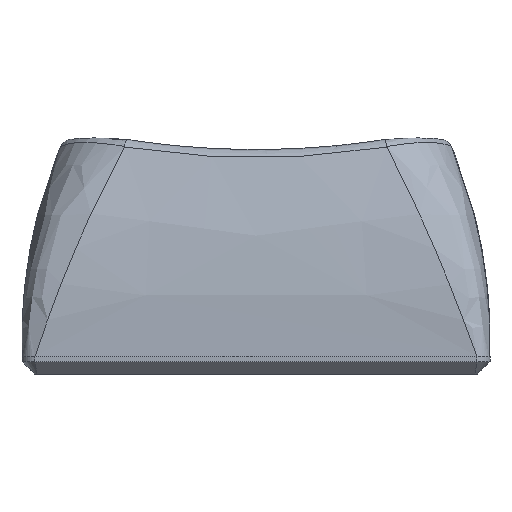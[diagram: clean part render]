
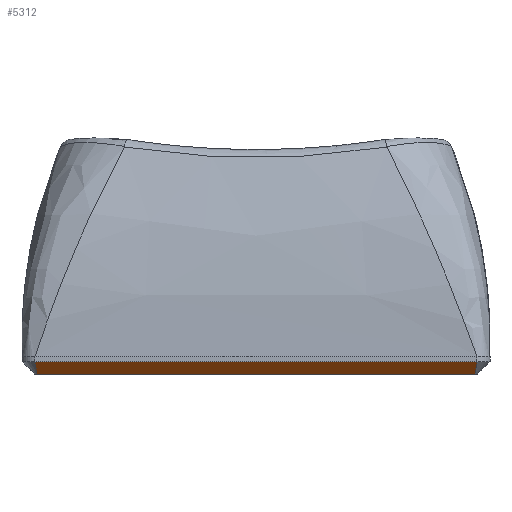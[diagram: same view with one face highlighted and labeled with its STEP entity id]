
A CAD part, front view. The second image highlights one B-rep face of the part: STEP entity #5312.
In plain terms, the highlighted planar face has unit normal (0, -0.707, -0.707).
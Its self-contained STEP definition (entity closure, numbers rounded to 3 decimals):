
#720 = PLANE('',#721);
#721 = AXIS2_PLACEMENT_3D('',#722,#723,#724);
#722 = CARTESIAN_POINT('',(-8.5,-9.,0.672));
#723 = DIRECTION('',(0.,-1.,0.));
#724 = DIRECTION('',(1.,0.,0.));
#1973 = VERTEX_POINT('',#1974);
#1974 = CARTESIAN_POINT('',(-8.5,-9.,0.48));
#2000 = EDGE_CURVE('',#1973,#2001,#2003,.T.);
#2001 = VERTEX_POINT('',#2002);
#2002 = CARTESIAN_POINT('',(8.5,-9.,0.48));
#2003 = SURFACE_CURVE('',#2004,(#2008,#2015),.PCURVE_S1.);
#2004 = LINE('',#2005,#2006);
#2005 = CARTESIAN_POINT('',(-8.5,-9.,0.48));
#2006 = VECTOR('',#2007,1.);
#2007 = DIRECTION('',(1.,0.,0.));
#2008 = PCURVE('',#720,#2009);
#2009 = DEFINITIONAL_REPRESENTATION('',(#2010),#2014);
#2010 = LINE('',#2011,#2012);
#2011 = CARTESIAN_POINT('',(0.,-0.192));
#2012 = VECTOR('',#2013,1.);
#2013 = DIRECTION('',(1.,0.));
#2014 = ( GEOMETRIC_REPRESENTATION_CONTEXT(2) 
PARAMETRIC_REPRESENTATION_CONTEXT() REPRESENTATION_CONTEXT('2D SPACE',''
  ) );
#2015 = PCURVE('',#2016,#2021);
#2016 = PLANE('',#2017);
#2017 = AXIS2_PLACEMENT_3D('',#2018,#2019,#2020);
#2018 = CARTESIAN_POINT('',(-8.5,-8.76,0.24));
#2019 = DIRECTION('',(0.,0.707,0.707)
  );
#2020 = DIRECTION('',(1.,0.,0.));
#2021 = DEFINITIONAL_REPRESENTATION('',(#2022),#2026);
#2022 = LINE('',#2023,#2024);
#2023 = CARTESIAN_POINT('',(0.,-0.339));
#2024 = VECTOR('',#2025,1.);
#2025 = DIRECTION('',(1.,0.));
#2026 = ( GEOMETRIC_REPRESENTATION_CONTEXT(2) 
PARAMETRIC_REPRESENTATION_CONTEXT() REPRESENTATION_CONTEXT('2D SPACE',''
  ) );
#3188 = CONICAL_SURFACE('',#3189,0.7,0.785);
#3189 = AXIS2_PLACEMENT_3D('',#3190,#3191,#3192);
#3190 = CARTESIAN_POINT('',(8.323,-8.323,0.48));
#3191 = DIRECTION('',(-0.,-0.,1.));
#3192 = DIRECTION('',(0.967,-0.253,0.));
#5312 = ADVANCED_FACE('',(#5313),#2016,.F.);
#5313 = FACE_BOUND('',#5314,.F.);
#5314 = EDGE_LOOP('',(#5315,#5350,#5351,#5381));
#5315 = ORIENTED_EDGE('',*,*,#5316,.F.);
#5316 = EDGE_CURVE('',#1973,#5317,#5319,.T.);
#5317 = VERTEX_POINT('',#5318);
#5318 = CARTESIAN_POINT('',(-8.42,-8.52,0.));
#5319 = SURFACE_CURVE('',#5320,(#5325,#5332),.PCURVE_S1.);
#5320 = PARABOLA('',#5321,0.008);
#5321 = AXIS2_PLACEMENT_3D('',#5322,#5323,#5324);
#5322 = CARTESIAN_POINT('',(-8.323,-8.311,
    -0.209));
#5323 = DIRECTION('',(0.,0.707,0.707)
  );
#5324 = DIRECTION('',(0.,-0.707,0.707)
  );
#5325 = PCURVE('',#2016,#5326);
#5326 = DEFINITIONAL_REPRESENTATION('',(#5327),#5331);
#5327 = B_SPLINE_CURVE_WITH_KNOTS('',2,(#5328,#5329,#5330),
  .UNSPECIFIED.,.F.,.F.,(3,3),(-0.177,-0.098),
  .PIECEWISE_BEZIER_KNOTS.);
#5328 = CARTESIAN_POINT('',(0.,-0.339));
#5329 = CARTESIAN_POINT('',(0.04,0.098));
#5330 = CARTESIAN_POINT('',(0.08,0.339));
#5331 = ( GEOMETRIC_REPRESENTATION_CONTEXT(2) 
PARAMETRIC_REPRESENTATION_CONTEXT() REPRESENTATION_CONTEXT('2D SPACE',''
  ) );
#5332 = PCURVE('',#5333,#5338);
#5333 = CONICAL_SURFACE('',#5334,0.7,0.785);
#5334 = AXIS2_PLACEMENT_3D('',#5335,#5336,#5337);
#5335 = CARTESIAN_POINT('',(-8.323,-8.323,0.48));
#5336 = DIRECTION('',(-0.,-0.,1.));
#5337 = DIRECTION('',(-0.253,-0.967,-0.));
#5338 = DEFINITIONAL_REPRESENTATION('',(#5339),#5349);
#5339 = B_SPLINE_CURVE_WITH_KNOTS('',8,(#5340,#5341,#5342,#5343,#5344,
    #5345,#5346,#5347,#5348),.UNSPECIFIED.,.F.,.F.,(9,9),(
    -0.177,-0.098),.PIECEWISE_BEZIER_KNOTS.);
#5340 = CARTESIAN_POINT('',(0.,0.));
#5341 = CARTESIAN_POINT('',(-0.014,-0.077));
#5342 = CARTESIAN_POINT('',(-0.03,-0.15));
#5343 = CARTESIAN_POINT('',(-0.048,-0.217));
#5344 = CARTESIAN_POINT('',(-0.069,-0.28));
#5345 = CARTESIAN_POINT('',(-0.094,-0.337));
#5346 = CARTESIAN_POINT('',(-0.123,-0.39));
#5347 = CARTESIAN_POINT('',(-0.158,-0.437));
#5348 = CARTESIAN_POINT('',(-0.203,-0.48));
#5349 = ( GEOMETRIC_REPRESENTATION_CONTEXT(2) 
PARAMETRIC_REPRESENTATION_CONTEXT() REPRESENTATION_CONTEXT('2D SPACE',''
  ) );
#5350 = ORIENTED_EDGE('',*,*,#2000,.T.);
#5351 = ORIENTED_EDGE('',*,*,#5352,.T.);
#5352 = EDGE_CURVE('',#2001,#5353,#5355,.T.);
#5353 = VERTEX_POINT('',#5354);
#5354 = CARTESIAN_POINT('',(8.42,-8.52,0.));
#5355 = SURFACE_CURVE('',#5356,(#5361,#5368),.PCURVE_S1.);
#5356 = PARABOLA('',#5357,0.008);
#5357 = AXIS2_PLACEMENT_3D('',#5358,#5359,#5360);
#5358 = CARTESIAN_POINT('',(8.323,-8.311,
    -0.209));
#5359 = DIRECTION('',(0.,-0.707,-0.707
    ));
#5360 = DIRECTION('',(0.,-0.707,0.707)
  );
#5361 = PCURVE('',#2016,#5362);
#5362 = DEFINITIONAL_REPRESENTATION('',(#5363),#5367);
#5363 = B_SPLINE_CURVE_WITH_KNOTS('',2,(#5364,#5365,#5366),
  .UNSPECIFIED.,.F.,.F.,(3,3),(-0.177,-0.098),
  .PIECEWISE_BEZIER_KNOTS.);
#5364 = CARTESIAN_POINT('',(17.,-0.339));
#5365 = CARTESIAN_POINT('',(16.96,0.098));
#5366 = CARTESIAN_POINT('',(16.92,0.339));
#5367 = ( GEOMETRIC_REPRESENTATION_CONTEXT(2) 
PARAMETRIC_REPRESENTATION_CONTEXT() REPRESENTATION_CONTEXT('2D SPACE',''
  ) );
#5368 = PCURVE('',#3188,#5369);
#5369 = DEFINITIONAL_REPRESENTATION('',(#5370),#5380);
#5370 = B_SPLINE_CURVE_WITH_KNOTS('',8,(#5371,#5372,#5373,#5374,#5375,
    #5376,#5377,#5378,#5379),.UNSPECIFIED.,.F.,.F.,(9,9),(
    -0.177,-0.098),.PIECEWISE_BEZIER_KNOTS.);
#5371 = CARTESIAN_POINT('',(-1.059,0.));
#5372 = CARTESIAN_POINT('',(-1.045,-0.077));
#5373 = CARTESIAN_POINT('',(-1.029,-0.15));
#5374 = CARTESIAN_POINT('',(-1.01,-0.217));
#5375 = CARTESIAN_POINT('',(-0.99,-0.28));
#5376 = CARTESIAN_POINT('',(-0.965,-0.337));
#5377 = CARTESIAN_POINT('',(-0.936,-0.39));
#5378 = CARTESIAN_POINT('',(-0.901,-0.437));
#5379 = CARTESIAN_POINT('',(-0.856,-0.48));
#5380 = ( GEOMETRIC_REPRESENTATION_CONTEXT(2) 
PARAMETRIC_REPRESENTATION_CONTEXT() REPRESENTATION_CONTEXT('2D SPACE',''
  ) );
#5381 = ORIENTED_EDGE('',*,*,#5382,.F.);
#5382 = EDGE_CURVE('',#5317,#5353,#5383,.T.);
#5383 = SURFACE_CURVE('',#5384,(#5388,#5395),.PCURVE_S1.);
#5384 = LINE('',#5385,#5386);
#5385 = CARTESIAN_POINT('',(-8.5,-8.52,0.));
#5386 = VECTOR('',#5387,1.);
#5387 = DIRECTION('',(1.,0.,0.));
#5388 = PCURVE('',#2016,#5389);
#5389 = DEFINITIONAL_REPRESENTATION('',(#5390),#5394);
#5390 = LINE('',#5391,#5392);
#5391 = CARTESIAN_POINT('',(0.,0.339));
#5392 = VECTOR('',#5393,1.);
#5393 = DIRECTION('',(1.,0.));
#5394 = ( GEOMETRIC_REPRESENTATION_CONTEXT(2) 
PARAMETRIC_REPRESENTATION_CONTEXT() REPRESENTATION_CONTEXT('2D SPACE',''
  ) );
#5395 = PCURVE('',#5396,#5401);
#5396 = PLANE('',#5397);
#5397 = AXIS2_PLACEMENT_3D('',#5398,#5399,#5400);
#5398 = CARTESIAN_POINT('',(8.5,9.,0.));
#5399 = DIRECTION('',(0.,0.,-1.));
#5400 = DIRECTION('',(-1.,0.,0.));
#5401 = DEFINITIONAL_REPRESENTATION('',(#5402),#5406);
#5402 = LINE('',#5403,#5404);
#5403 = CARTESIAN_POINT('',(17.,-17.52));
#5404 = VECTOR('',#5405,1.);
#5405 = DIRECTION('',(-1.,0.));
#5406 = ( GEOMETRIC_REPRESENTATION_CONTEXT(2) 
PARAMETRIC_REPRESENTATION_CONTEXT() REPRESENTATION_CONTEXT('2D SPACE',''
  ) );
